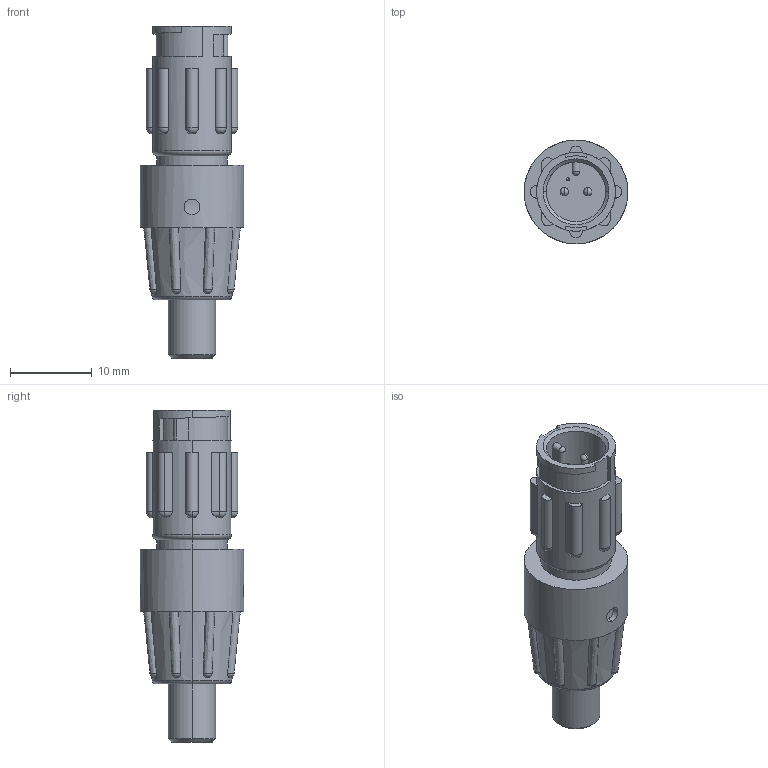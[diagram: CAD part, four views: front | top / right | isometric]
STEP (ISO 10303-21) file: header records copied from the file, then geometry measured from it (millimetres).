
FILE_DESCRIPTION (( 'STEP AP203' ), '1' );
FILE_NAME ('18280-2PG-318.STEP', '2013-11-05T16:52:37', ( 'J0FPBF1' ), ( '' ), 'SwSTEP 2.0', 'SolidWorks 2012', '' );
FILE_SCHEMA (( 'CONFIG_CONTROL_DESIGN' ));
Length unit declared in the file: inch
Products named in the file (1): 18280-2PG-318
Bounding box: 12.7 x 12.7 x 40.64 mm (x, y, z)
Volume: 2741 mm3; surface area: 1982.9 mm2
Topology: 1 solids, 1 shells, 169 faces, 460 edges, 307 vertices
Faces by surface type: plane 66, cylinder 58, bspline 18, torus 14, sphere 7, cone 6
Entity records: 10545 total; most frequent: CARTESIAN_POINT 6373, ORIENTED_EDGE 916, DIRECTION 792, EDGE_CURVE 458, AXIS2_PLACEMENT_3D 320, VERTEX_POINT 306, EDGE_LOOP 184, FACE_OUTER_BOUND 169
